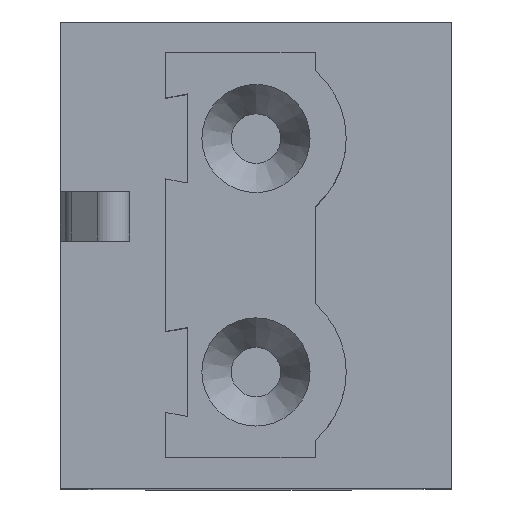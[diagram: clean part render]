
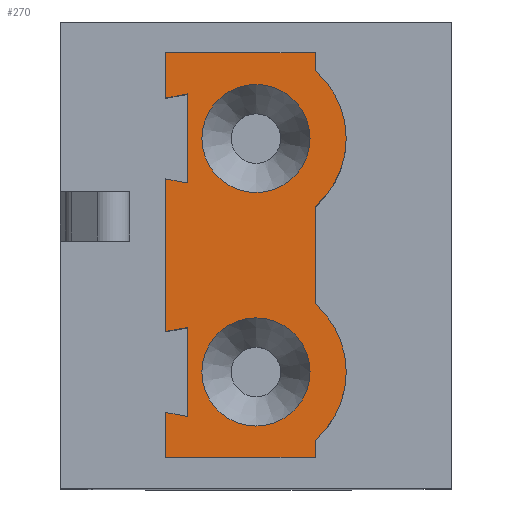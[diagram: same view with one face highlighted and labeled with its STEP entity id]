
A CAD part, top view. The second image highlights one B-rep face of the part: STEP entity #270.
In plain terms, the highlighted planar face has unit normal (0, 0, 1).
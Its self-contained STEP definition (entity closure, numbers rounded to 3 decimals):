
#270 = ADVANCED_FACE( '', ( #764, #765, #766 ), #767, .T. );
#764 = FACE_OUTER_BOUND( '', #1510, .T. );
#765 = FACE_BOUND( '', #1511, .T. );
#766 = FACE_BOUND( '', #1512, .T. );
#767 = PLANE( '', #1513 );
#1510 = EDGE_LOOP( '', ( #2311, #2312, #2313, #2314, #2315, #2316, #2317, #2318, #2319, #2320, #2321, #2322, #2323, #2324, #2325, #2326 ) );
#1511 = EDGE_LOOP( '', ( #2327 ) );
#1512 = EDGE_LOOP( '', ( #2328 ) );
#1513 = AXIS2_PLACEMENT_3D( '', #2329, #2330, #2331 );
#2311 = ORIENTED_EDGE( '', *, *, #4594, .F. );
#2312 = ORIENTED_EDGE( '', *, *, #4595, .F. );
#2313 = ORIENTED_EDGE( '', *, *, #4596, .F. );
#2314 = ORIENTED_EDGE( '', *, *, #4597, .T. );
#2315 = ORIENTED_EDGE( '', *, *, #4598, .F. );
#2316 = ORIENTED_EDGE( '', *, *, #4599, .F. );
#2317 = ORIENTED_EDGE( '', *, *, #4600, .F. );
#2318 = ORIENTED_EDGE( '', *, *, #4601, .F. );
#2319 = ORIENTED_EDGE( '', *, *, #4602, .T. );
#2320 = ORIENTED_EDGE( '', *, *, #4603, .T. );
#2321 = ORIENTED_EDGE( '', *, *, #4604, .T. );
#2322 = ORIENTED_EDGE( '', *, *, #4605, .F. );
#2323 = ORIENTED_EDGE( '', *, *, #4606, .T. );
#2324 = ORIENTED_EDGE( '', *, *, #4607, .F. );
#2325 = ORIENTED_EDGE( '', *, *, #4608, .T. );
#2326 = ORIENTED_EDGE( '', *, *, #4609, .F. );
#2327 = ORIENTED_EDGE( '', *, *, #4610, .F. );
#2328 = ORIENTED_EDGE( '', *, *, #4611, .F. );
#2329 = CARTESIAN_POINT( '', ( -500.753, -980.933, 19.23 ) );
#2330 = DIRECTION( '', ( 0., 0., 1. ) );
#2331 = DIRECTION( '', ( 0., -1., 0. ) );
#4594 = EDGE_CURVE( '', #5563, #5564, #5565, .T. );
#4595 = EDGE_CURVE( '', #5566, #5563, #5567, .T. );
#4596 = EDGE_CURVE( '', #5568, #5566, #5569, .T. );
#4597 = EDGE_CURVE( '', #5568, #5570, #5571, .T. );
#4598 = EDGE_CURVE( '', #5572, #5570, #5573, .T. );
#4599 = EDGE_CURVE( '', #5574, #5572, #5575, .F. );
#4600 = EDGE_CURVE( '', #5576, #5574, #5577, .T. );
#4601 = EDGE_CURVE( '', #5578, #5576, #5579, .F. );
#4602 = EDGE_CURVE( '', #5578, #5580, #5581, .T. );
#4603 = EDGE_CURVE( '', #5580, #5582, #5583, .T. );
#4604 = EDGE_CURVE( '', #5582, #5584, #5585, .F. );
#4605 = EDGE_CURVE( '', #5586, #5584, #5587, .T. );
#4606 = EDGE_CURVE( '', #5586, #5588, #5589, .T. );
#4607 = EDGE_CURVE( '', #5590, #5588, #5591, .T. );
#4608 = EDGE_CURVE( '', #5590, #5592, #5593, .F. );
#4609 = EDGE_CURVE( '', #5564, #5592, #5594, .T. );
#4610 = EDGE_CURVE( '', #5595, #5595, #5596, .T. );
#4611 = EDGE_CURVE( '', #5597, #5597, #5598, .T. );
#5563 = VERTEX_POINT( '', #6963 );
#5564 = VERTEX_POINT( '', #6964 );
#5565 = LINE( '', #6965, #6966 );
#5566 = VERTEX_POINT( '', #6967 );
#5567 = LINE( '', #6968, #6969 );
#5568 = VERTEX_POINT( '', #6970 );
#5569 = LINE( '', #6971, #6972 );
#5570 = VERTEX_POINT( '', #6973 );
#5571 = LINE( '', #6974, #6975 );
#5572 = VERTEX_POINT( '', #6976 );
#5573 = LINE( '', #6977, #6978 );
#5574 = VERTEX_POINT( '', #6979 );
#5575 = CIRCLE( '', #6980, 2.9 );
#5576 = VERTEX_POINT( '', #6981 );
#5577 = LINE( '', #6982, #6983 );
#5578 = VERTEX_POINT( '', #6984 );
#5579 = CIRCLE( '', #6985, 2.9 );
#5580 = VERTEX_POINT( '', #6986 );
#5581 = LINE( '', #6987, #6988 );
#5582 = VERTEX_POINT( '', #6989 );
#5583 = LINE( '', #6990, #6991 );
#5584 = VERTEX_POINT( '', #6992 );
#5585 = LINE( '', #6993, #6994 );
#5586 = VERTEX_POINT( '', #6995 );
#5587 = LINE( '', #6996, #6997 );
#5588 = VERTEX_POINT( '', #6998 );
#5589 = LINE( '', #6999, #7000 );
#5590 = VERTEX_POINT( '', #7001 );
#5591 = LINE( '', #7002, #7003 );
#5592 = VERTEX_POINT( '', #7004 );
#5593 = LINE( '', #7005, #7006 );
#5594 = LINE( '', #7007, #7008 );
#5595 = VERTEX_POINT( '', #7009 );
#5596 = CIRCLE( '', #7010, 1.737 );
#5597 = VERTEX_POINT( '', #7011 );
#5598 = CIRCLE( '', #7012, 1.737 );
#6963 = CARTESIAN_POINT( '', ( -502.451, -979.862, 19.23 ) );
#6964 = CARTESIAN_POINT( '', ( -502.451, -977.003, 19.23 ) );
#6965 = CARTESIAN_POINT( '', ( -502.451, -975.893, 19.23 ) );
#6966 = VECTOR( '', #8898, 1000. );
#6967 = CARTESIAN_POINT( '', ( -503.153, -979.733, 19.23 ) );
#6968 = CARTESIAN_POINT( '', ( -503.157, -979.732, 19.23 ) );
#6969 = VECTOR( '', #8899, 1000. );
#6970 = CARTESIAN_POINT( '', ( -503.153, -981.176, 19.23 ) );
#6971 = CARTESIAN_POINT( '', ( -503.153, -975.893, 19.23 ) );
#6972 = VECTOR( '', #8900, 1000. );
#6973 = CARTESIAN_POINT( '', ( -498.353, -981.176, 19.23 ) );
#6974 = CARTESIAN_POINT( '', ( -500.753, -981.176, 19.23 ) );
#6975 = VECTOR( '', #8901, 1000. );
#6976 = CARTESIAN_POINT( '', ( -498.353, -980.623, 19.23 ) );
#6977 = CARTESIAN_POINT( '', ( -498.353, -975.893, 19.23 ) );
#6978 = VECTOR( '', #8902, 1000. );
#6979 = CARTESIAN_POINT( '', ( -498.353, -976.242, 19.23 ) );
#6980 = AXIS2_PLACEMENT_3D( '', #8903, #8904, #8905 );
#6981 = CARTESIAN_POINT( '', ( -498.353, -973.123, 19.23 ) );
#6982 = CARTESIAN_POINT( '', ( -498.353, -975.972, 19.23 ) );
#6983 = VECTOR( '', #8906, 1000. );
#6984 = CARTESIAN_POINT( '', ( -498.353, -968.742, 19.23 ) );
#6985 = AXIS2_PLACEMENT_3D( '', #8907, #8908, #8909 );
#6986 = CARTESIAN_POINT( '', ( -498.353, -968.176, 19.23 ) );
#6987 = CARTESIAN_POINT( '', ( -498.353, -973.472, 19.23 ) );
#6988 = VECTOR( '', #8910, 1000. );
#6989 = CARTESIAN_POINT( '', ( -503.153, -968.176, 19.23 ) );
#6990 = CARTESIAN_POINT( '', ( -500.753, -968.176, 19.23 ) );
#6991 = VECTOR( '', #8911, 1000. );
#6992 = CARTESIAN_POINT( '', ( -503.153, -969.632, 19.23 ) );
#6993 = CARTESIAN_POINT( '', ( -503.153, -968.368, 19.23 ) );
#6994 = VECTOR( '', #8912, 1000. );
#6995 = CARTESIAN_POINT( '', ( -502.451, -969.503, 19.23 ) );
#6996 = CARTESIAN_POINT( '', ( -503.158, -969.633, 19.23 ) );
#6997 = VECTOR( '', #8913, 1000. );
#6998 = CARTESIAN_POINT( '', ( -502.451, -972.362, 19.23 ) );
#6999 = CARTESIAN_POINT( '', ( -502.451, -969.503, 19.23 ) );
#7000 = VECTOR( '', #8914, 1000. );
#7001 = CARTESIAN_POINT( '', ( -503.153, -972.233, 19.23 ) );
#7002 = CARTESIAN_POINT( '', ( -502.254, -972.398, 19.23 ) );
#7003 = VECTOR( '', #8915, 1000. );
#7004 = CARTESIAN_POINT( '', ( -503.153, -977.132, 19.23 ) );
#7005 = CARTESIAN_POINT( '', ( -503.153, -970.868, 19.23 ) );
#7006 = VECTOR( '', #8916, 1000. );
#7007 = CARTESIAN_POINT( '', ( -502.254, -976.967, 19.23 ) );
#7008 = VECTOR( '', #8917, 1000. );
#7009 = CARTESIAN_POINT( '', ( -500.253, -980.169, 19.23 ) );
#7010 = AXIS2_PLACEMENT_3D( '', #8918, #8919, #8920 );
#7011 = CARTESIAN_POINT( '', ( -500.253, -972.67, 19.23 ) );
#7012 = AXIS2_PLACEMENT_3D( '', #8921, #8922, #8923 );
#8898 = DIRECTION( '', ( 0., 1., 0. ) );
#8899 = DIRECTION( '', ( 0.984, -0.181, 0. ) );
#8900 = DIRECTION( '', ( 0., 1., 0. ) );
#8901 = DIRECTION( '', ( 1., 0., 0. ) );
#8902 = DIRECTION( '', ( 0., -1., 0. ) );
#8903 = CARTESIAN_POINT( '', ( -500.253, -978.432, 19.23 ) );
#8904 = DIRECTION( '', ( 0., 0., 1. ) );
#8905 = DIRECTION( '', ( 0., 1., 0. ) );
#8906 = DIRECTION( '', ( 0., -1., 0. ) );
#8907 = CARTESIAN_POINT( '', ( -500.253, -970.933, 19.23 ) );
#8908 = DIRECTION( '', ( 0., 0., 1. ) );
#8909 = DIRECTION( '', ( 0., -1., 0. ) );
#8910 = DIRECTION( '', ( 0., 1., 0. ) );
#8911 = DIRECTION( '', ( -1., 0., 0. ) );
#8912 = DIRECTION( '', ( 0., 1., 0. ) );
#8913 = DIRECTION( '', ( -0.983, -0.181, 0. ) );
#8914 = DIRECTION( '', ( 0., -1., 0. ) );
#8915 = DIRECTION( '', ( 0.984, -0.181, 0. ) );
#8916 = DIRECTION( '', ( 0., 1., 0. ) );
#8917 = DIRECTION( '', ( -0.983, -0.181, 0. ) );
#8918 = CARTESIAN_POINT( '', ( -500.253, -978.432, 19.23 ) );
#8919 = DIRECTION( '', ( 0., 0., 1. ) );
#8920 = DIRECTION( '', ( 0., -1., 0. ) );
#8921 = CARTESIAN_POINT( '', ( -500.253, -970.933, 19.23 ) );
#8922 = DIRECTION( '', ( 0., 0., 1. ) );
#8923 = DIRECTION( '', ( 0., -1., 0. ) );
